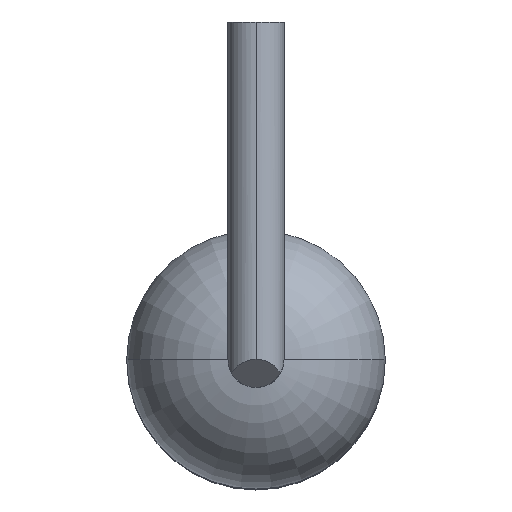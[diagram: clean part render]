
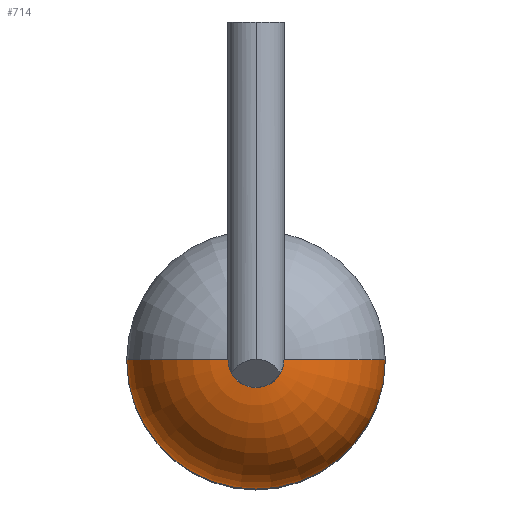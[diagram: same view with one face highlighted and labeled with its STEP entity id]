
A CAD part, top view. The second image highlights one B-rep face of the part: STEP entity #714.
In plain terms, the highlighted toroidal (fillet/blend) face has major radius 0.152 mm and minor radius 1.016 mm.
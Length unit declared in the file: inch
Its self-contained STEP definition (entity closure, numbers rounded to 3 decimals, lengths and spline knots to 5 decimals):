
#179 = CIRCLE ( 'NONE', #183, 0.01 ) ;
#183 = AXIS2_PLACEMENT_3D ( 'NONE', #204, #201, #200 ) ;
#200 = DIRECTION ( 'NONE',  ( -1., 0., 0. ) ) ;
#201 = DIRECTION ( 'NONE',  ( 0., 0., 1. ) ) ;
#204 = CARTESIAN_POINT ( 'NONE',  ( 0., 0., 0.2748 ) ) ;
#297 = VERTEX_POINT ( 'NONE', #604 ) ;
#333 = VERTEX_POINT ( 'NONE', #814 ) ;
#334 = VERTEX_POINT ( 'NONE', #813 ) ;
#370 = EDGE_CURVE ( 'NONE', #334, #297, #980, .T. ) ;
#377 = EDGE_CURVE ( 'NONE', #333, #389, #983, .T. ) ;
#389 = VERTEX_POINT ( 'NONE', #934 ) ;
#604 = CARTESIAN_POINT ( 'NONE',  ( 0.01, 0., 0.2748 ) ) ;
#706 = EDGE_LOOP ( 'NONE', ( #715, #716, #718, #709 ) ) ;
#709 = ORIENTED_EDGE ( 'NONE', *, *, #751, .F. ) ;
#712 = EDGE_CURVE ( 'NONE', #334, #333, #1549, .T. ) ;
#714 = ADVANCED_FACE ( 'NONE', ( #1680 ), #1683, .T. ) ;
#715 = ORIENTED_EDGE ( 'NONE', *, *, #377, .F. ) ;
#716 = ORIENTED_EDGE ( 'NONE', *, *, #712, .F. ) ;
#718 = ORIENTED_EDGE ( 'NONE', *, *, #370, .T. ) ;
#751 = EDGE_CURVE ( 'NONE', #389, #297, #179, .T. ) ;
#813 = CARTESIAN_POINT ( 'NONE',  ( 0.046, 0., 0.235 ) ) ;
#814 = CARTESIAN_POINT ( 'NONE',  ( -0.046, 0., 0.235 ) ) ;
#927 = DIRECTION ( 'NONE',  ( 0., 1., 0. ) ) ;
#928 = CARTESIAN_POINT ( 'NONE',  ( -0.006, 0., 0.235 ) ) ;
#934 = CARTESIAN_POINT ( 'NONE',  ( -0.01, 0., 0.2748 ) ) ;
#935 = DIRECTION ( 'NONE',  ( 0., 0., -1. ) ) ;
#938 = AXIS2_PLACEMENT_3D ( 'NONE', #928, #927, #977 ) ;
#943 = DIRECTION ( 'NONE',  ( 0., -1., 0. ) ) ;
#946 = AXIS2_PLACEMENT_3D ( 'NONE', #982, #943, #935 ) ;
#977 = DIRECTION ( 'NONE',  ( -1., 0., 0. ) ) ;
#980 = CIRCLE ( 'NONE', #946, 0.04 ) ;
#982 = CARTESIAN_POINT ( 'NONE',  ( 0.006, 0., 0.235 ) ) ;
#983 = CIRCLE ( 'NONE', #938, 0.04 ) ;
#1546 = DIRECTION ( 'NONE',  ( 0., 0., -1. ) ) ;
#1549 = CIRCLE ( 'NONE', #1554, 0.046 ) ;
#1551 = AXIS2_PLACEMENT_3D ( 'NONE', #1660, #1659, #1665 ) ;
#1553 = CARTESIAN_POINT ( 'NONE',  ( 0., 0., 0.235 ) ) ;
#1554 = AXIS2_PLACEMENT_3D ( 'NONE', #1553, #1546, #1681 ) ;
#1659 = DIRECTION ( 'NONE',  ( 0., 0., 1. ) ) ;
#1660 = CARTESIAN_POINT ( 'NONE',  ( 0., 0., 0.235 ) ) ;
#1665 = DIRECTION ( 'NONE',  ( 1., 0., 0. ) ) ;
#1680 = FACE_OUTER_BOUND ( 'NONE', #706, .T. ) ;
#1681 = DIRECTION ( 'NONE',  ( 1., 0., 0. ) ) ;
#1683 = TOROIDAL_SURFACE ( 'NONE', #1551, 0.006, 0.04 ) ;
